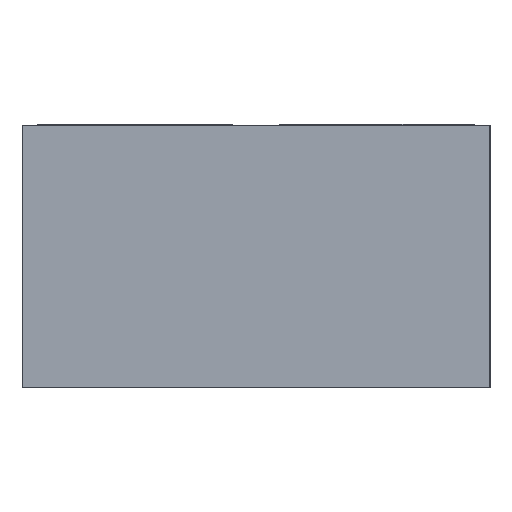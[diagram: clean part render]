
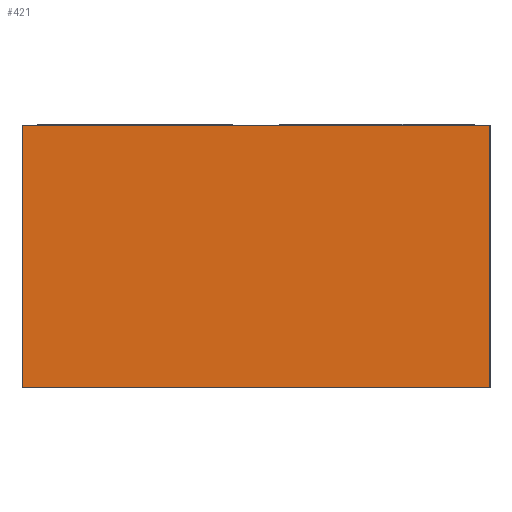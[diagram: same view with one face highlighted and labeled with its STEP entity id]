
A CAD part, left-side view. The second image highlights one B-rep face of the part: STEP entity #421.
In plain terms, the highlighted planar face has unit normal (-1, 0, 0).
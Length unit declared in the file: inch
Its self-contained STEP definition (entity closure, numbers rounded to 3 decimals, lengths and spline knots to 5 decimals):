
#51 = CARTESIAN_POINT ( 'NONE',  ( 189.41122, 24.5825, 0. ) ) ;
#90 = CARTESIAN_POINT ( 'NONE',  ( 189.41122, 24.4325, 0. ) ) ;
#138 = VECTOR ( 'NONE', #429, 39.37008 ) ;
#143 = EDGE_CURVE ( 'NONE', #406, #416, #465, .T. ) ;
#166 = CARTESIAN_POINT ( 'NONE',  ( 189.41122, 24.4325, 0. ) ) ;
#190 = VECTOR ( 'NONE', #569, 39.37008 ) ;
#192 = ORIENTED_EDGE ( 'NONE', *, *, #143, .F. ) ;
#205 = DIRECTION ( 'NONE',  ( 0., 1., 0. ) ) ;
#206 = EDGE_CURVE ( 'NONE', #225, #416, #726, .T. ) ;
#225 = VERTEX_POINT ( 'NONE', #90 ) ;
#247 = ORIENTED_EDGE ( 'NONE', *, *, #662, .F. ) ;
#306 = CARTESIAN_POINT ( 'NONE',  ( 189.41122, 24.5825, -0.084 ) ) ;
#326 = EDGE_CURVE ( 'NONE', #225, #426, #459, .T. ) ;
#338 = VECTOR ( 'NONE', #620, 39.37008 ) ;
#370 = EDGE_LOOP ( 'NONE', ( #247, #636, #601, #192 ) ) ;
#403 = CARTESIAN_POINT ( 'NONE',  ( 189.41122, 0., -0.084 ) ) ;
#406 = VERTEX_POINT ( 'NONE', #761 ) ;
#416 = VERTEX_POINT ( 'NONE', #51 ) ;
#421 = ADVANCED_FACE ( 'NONE', ( #505 ), #785, .T. ) ;
#423 = DIRECTION ( 'NONE',  ( -1., 0., 0. ) ) ;
#426 = VERTEX_POINT ( 'NONE', #635 ) ;
#429 = DIRECTION ( 'NONE',  ( 0., 0., 1. ) ) ;
#458 = LINE ( 'NONE', #403, #743 ) ;
#459 = LINE ( 'NONE', #502, #190 ) ;
#465 = LINE ( 'NONE', #306, #138 ) ;
#502 = CARTESIAN_POINT ( 'NONE',  ( 189.41122, 24.4325, -0.084 ) ) ;
#505 = FACE_OUTER_BOUND ( 'NONE', #370, .T. ) ;
#569 = DIRECTION ( 'NONE',  ( 0., 0., -1. ) ) ;
#585 = AXIS2_PLACEMENT_3D ( 'NONE', #807, #423, #605 ) ;
#601 = ORIENTED_EDGE ( 'NONE', *, *, #206, .T. ) ;
#605 = DIRECTION ( 'NONE',  ( 0., 0., 1. ) ) ;
#620 = DIRECTION ( 'NONE',  ( 0., 1., 0. ) ) ;
#635 = CARTESIAN_POINT ( 'NONE',  ( 189.41122, 24.4325, -0.084 ) ) ;
#636 = ORIENTED_EDGE ( 'NONE', *, *, #326, .F. ) ;
#662 = EDGE_CURVE ( 'NONE', #426, #406, #458, .T. ) ;
#726 = LINE ( 'NONE', #166, #338 ) ;
#743 = VECTOR ( 'NONE', #205, 39.37008 ) ;
#761 = CARTESIAN_POINT ( 'NONE',  ( 189.41122, 24.5825, -0.084 ) ) ;
#785 = PLANE ( 'NONE',  #585 ) ;
#807 = CARTESIAN_POINT ( 'NONE',  ( 189.41122, 24.4325, -0.084 ) ) ;
